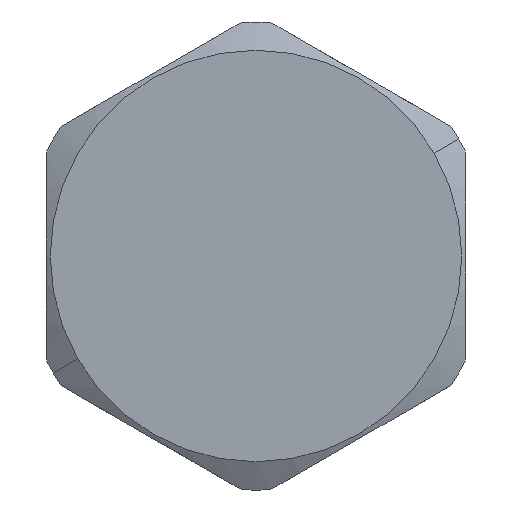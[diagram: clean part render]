
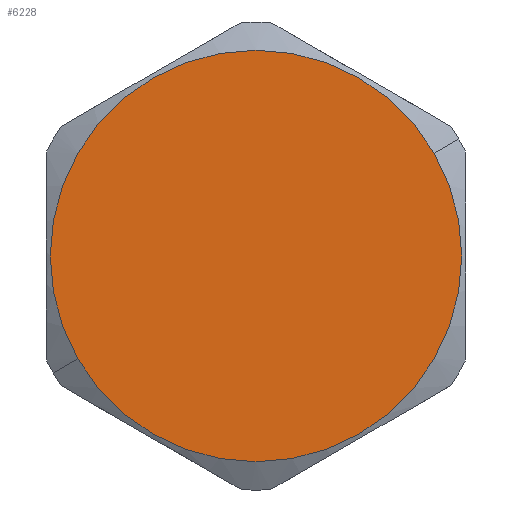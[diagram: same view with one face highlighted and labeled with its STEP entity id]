
A CAD part, left-side view. The second image highlights one B-rep face of the part: STEP entity #6228.
In plain terms, the highlighted planar face has unit normal (-1, 0, 0).
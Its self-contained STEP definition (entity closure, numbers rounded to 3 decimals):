
#251 = EDGE_LOOP ( 'NONE', ( #4527, #4528 ) ) ;
#749 = DIRECTION ( 'NONE',  ( 0., 0.866, -0.5 ) ) ;
#787 = DIRECTION ( 'NONE',  ( -1., 0., 0. ) ) ;
#817 = CARTESIAN_POINT ( 'NONE',  ( -12.153, -0.051, 0. ) ) ;
#1159 = FACE_OUTER_BOUND ( 'NONE', #251, .T. ) ;
#1245 = CIRCLE ( 'NONE', #5474, 10.9 ) ;
#2660 = CARTESIAN_POINT ( 'NONE',  ( -12.153, -0.051, 0. ) ) ;
#2662 = PLANE ( 'NONE',  #5435 ) ;
#2664 = DIRECTION ( 'NONE',  ( 1., 0., 0. ) ) ;
#2665 = DIRECTION ( 'NONE',  ( 0., -0.866, 0.5 ) ) ;
#2997 = CARTESIAN_POINT ( 'NONE',  ( -12.153, -0.051, 0. ) ) ;
#2998 = DIRECTION ( 'NONE',  ( -1., 0., 0. ) ) ;
#2999 = DIRECTION ( 'NONE',  ( 0., 0.866, -0.5 ) ) ;
#3420 = VERTEX_POINT ( 'NONE', #5765 ) ;
#3445 = VERTEX_POINT ( 'NONE', #5829 ) ;
#3765 = EDGE_CURVE ( 'NONE', #3445, #3420, #4821, .T. ) ;
#4527 = ORIENTED_EDGE ( 'NONE', *, *, #3765, .T. ) ;
#4528 = ORIENTED_EDGE ( 'NONE', *, *, #6423, .T. ) ;
#4821 = CIRCLE ( 'NONE', #5215, 10.9 ) ;
#5215 = AXIS2_PLACEMENT_3D ( 'NONE', #817, #787, #749 ) ;
#5435 = AXIS2_PLACEMENT_3D ( 'NONE', #2660, #2664, #2665 ) ;
#5474 = AXIS2_PLACEMENT_3D ( 'NONE', #2997, #2998, #2999 ) ;
#5765 = CARTESIAN_POINT ( 'NONE',  ( -12.153, 9.388, -5.45 ) ) ;
#5829 = CARTESIAN_POINT ( 'NONE',  ( -12.153, -9.491, 5.45 ) ) ;
#6228 = ADVANCED_FACE ( 'NONE', ( #1159 ), #2662, .F. ) ;
#6423 = EDGE_CURVE ( 'NONE', #3420, #3445, #1245, .T. ) ;
